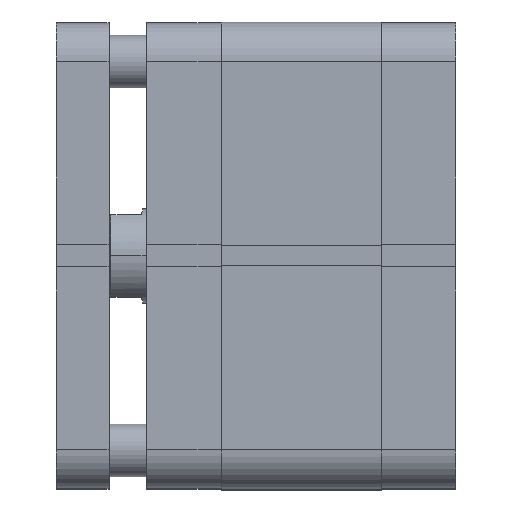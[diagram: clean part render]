
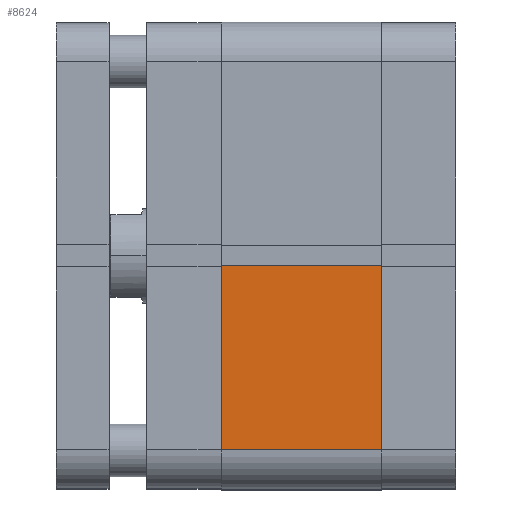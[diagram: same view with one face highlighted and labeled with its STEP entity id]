
A CAD part, top view. The second image highlights one B-rep face of the part: STEP entity #8624.
In plain terms, the highlighted face is planar.
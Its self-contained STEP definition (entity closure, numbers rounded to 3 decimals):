
#913 = VERTEX_POINT ( 'NONE', #1533 ) ;
#1163 = VERTEX_POINT ( 'NONE', #1440 ) ;
#1334 = CARTESIAN_POINT ( 'NONE',  ( 51.5, 62., 0. ) ) ;
#1353 = VERTEX_POINT ( 'NONE', #1359 ) ;
#1359 = CARTESIAN_POINT ( 'NONE',  ( 2.6, 62., 0. ) ) ;
#1413 = VERTEX_POINT ( 'NONE', #1334 ) ;
#1440 = CARTESIAN_POINT ( 'NONE',  ( 51.5, 62., -42.5 ) ) ;
#1533 = CARTESIAN_POINT ( 'NONE',  ( 2.6, 62., -42.5 ) ) ;
#1989 = EDGE_LOOP ( 'NONE', ( #4967, #4966, #4965, #4964 ) ) ;
#2516 = FACE_OUTER_BOUND ( 'NONE', #1989, .T. ) ;
#3086 = EDGE_CURVE ( 'NONE', #1163, #913, #5948, .T. ) ;
#3132 = EDGE_CURVE ( 'NONE', #1163, #1413, #6043, .T. ) ;
#3134 = EDGE_CURVE ( 'NONE', #1413, #1353, #6047, .T. ) ;
#3181 = EDGE_CURVE ( 'NONE', #913, #1353, #6115, .T. ) ;
#3717 = AXIS2_PLACEMENT_3D ( 'NONE', #8318, #8324, #8325 ) ;
#4964 = ORIENTED_EDGE ( 'NONE', *, *, #3181, .T. ) ;
#4965 = ORIENTED_EDGE ( 'NONE', *, *, #3086, .T. ) ;
#4966 = ORIENTED_EDGE ( 'NONE', *, *, #3132, .F. ) ;
#4967 = ORIENTED_EDGE ( 'NONE', *, *, #3134, .F. ) ;
#5946 = VECTOR ( 'NONE', #6964, 1000. ) ;
#5948 = LINE ( 'NONE', #6963, #5946 ) ;
#6043 = LINE ( 'NONE', #7057, #6044 ) ;
#6044 = VECTOR ( 'NONE', #7058, 1000. ) ;
#6047 = LINE ( 'NONE', #7061, #6048 ) ;
#6048 = VECTOR ( 'NONE', #7062, 1000. ) ;
#6104 = VECTOR ( 'NONE', #7176, 1000. ) ;
#6115 = LINE ( 'NONE', #7175, #6104 ) ;
#6963 = CARTESIAN_POINT ( 'NONE',  ( 2.6, 62., -42.5 ) ) ;
#6964 = DIRECTION ( 'NONE',  ( -1., 0., 0. ) ) ;
#7057 = CARTESIAN_POINT ( 'NONE',  ( 51.5, 62., -42.5 ) ) ;
#7058 = DIRECTION ( 'NONE',  ( 0., 0., 1. ) ) ;
#7061 = CARTESIAN_POINT ( 'NONE',  ( 2.6, 62., 0. ) ) ;
#7062 = DIRECTION ( 'NONE',  ( -1., 0., 0. ) ) ;
#7175 = CARTESIAN_POINT ( 'NONE',  ( 2.6, 62., -42.5 ) ) ;
#7176 = DIRECTION ( 'NONE',  ( 0., 0., 1. ) ) ;
#8315 = PLANE ( 'NONE',  #3717 ) ;
#8318 = CARTESIAN_POINT ( 'NONE',  ( 2.6, 62., -42.5 ) ) ;
#8324 = DIRECTION ( 'NONE',  ( 0., 1., 0. ) ) ;
#8325 = DIRECTION ( 'NONE',  ( 0., 0., 1. ) ) ;
#8624 = ADVANCED_FACE ( 'NONE', ( #2516 ), #8315, .T. ) ;
